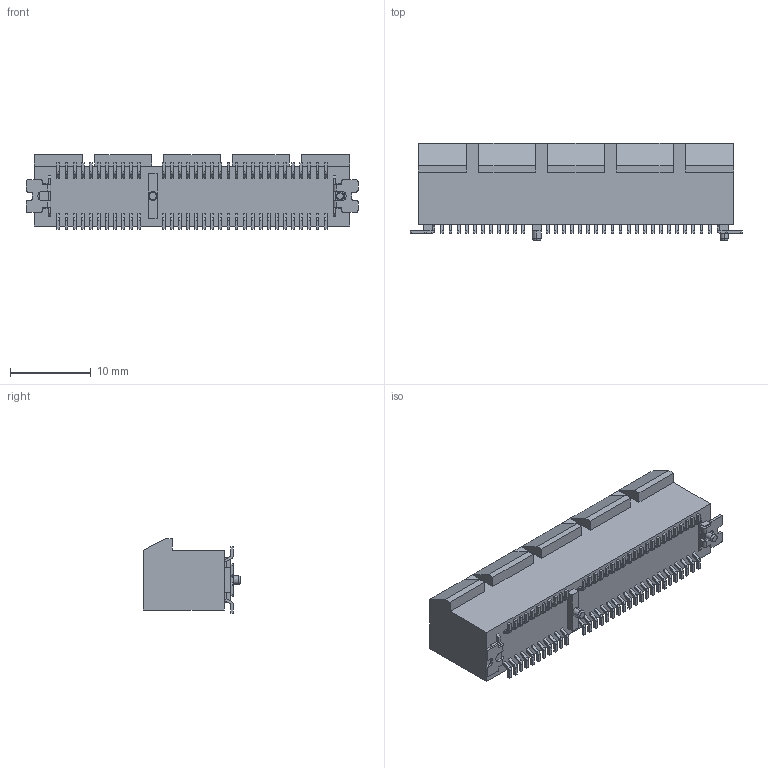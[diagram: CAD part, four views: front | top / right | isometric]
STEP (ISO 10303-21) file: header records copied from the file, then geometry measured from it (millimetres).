
FILE_DESCRIPTION (( 'STEP AP214' ), '1' );
FILE_NAME ('10061913-101CLF.STEP', '2022-04-18T11:15:45', ( '' ), ( '' ), 'SwSTEP 2.0', 'SolidWorks 2017', '' );
FILE_SCHEMA (( 'AUTOMOTIVE_DESIGN' ));
Length unit declared in the file: millimetre
Products named in the file (1): 10061913-101CLF
Bounding box: 41 x 12 x 9.2 mm (x, y, z)
Volume: 2558.4 mm3; surface area: 2430.7 mm2
Topology: 67 solids, 67 shells, 800 faces, 1937 edges, 1274 vertices
Faces by surface type: plane 638, cylinder 158, cone 4
Entity records: 23741 total; most frequent: CARTESIAN_POINT 4012, ORIENTED_EDGE 3874, DIRECTION 3859, EDGE_CURVE 1937, VECTOR 1617, LINE 1617, VERTEX_POINT 1274, AXIS2_PLACEMENT_3D 1121
